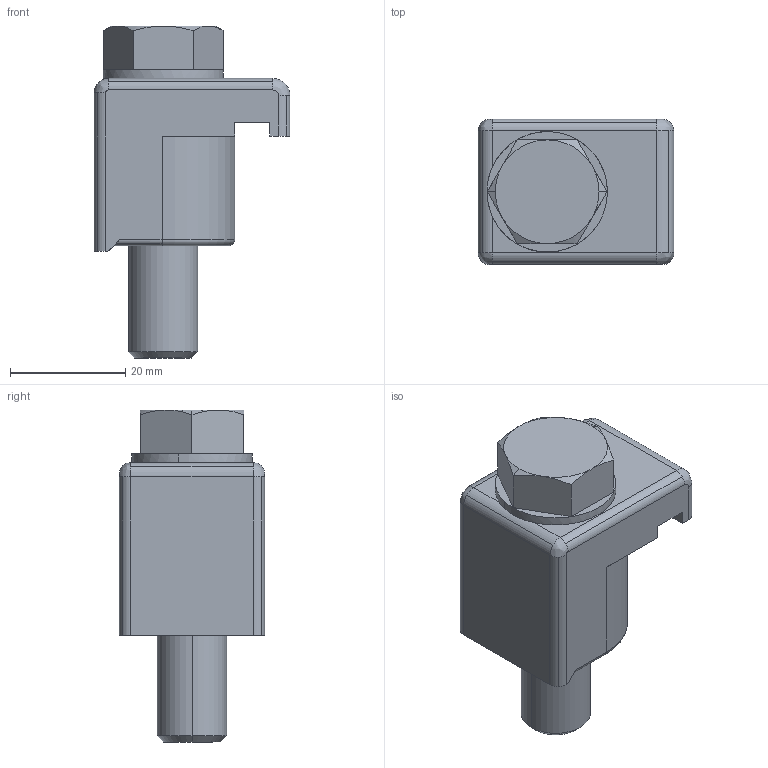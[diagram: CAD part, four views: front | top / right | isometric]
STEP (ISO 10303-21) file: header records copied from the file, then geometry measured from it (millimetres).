
FILE_DESCRIPTION (( 'STEP AP203' ), '1' );
FILE_NAME ('P1012717.stEp', '2022-08-18T20:59:58', ( '' ), ( '' ), 'SwSTEP 2.0', 'SolidWorks 2021', '' );
FILE_SCHEMA (( 'CONFIG_CONTROL_DESIGN' ));
Length unit declared in the file: millimetre
Products named in the file (1): P1012717
Bounding box: 34 x 25.2 x 57.6 mm (x, y, z)
Volume: 23271 mm3; surface area: 5772.1 mm2
Topology: 1 solids, 1 shells, 65 faces, 160 edges, 99 vertices
Faces by surface type: cylinder 25, plane 24, cone 10, bspline 4, torus 2
Entity records: 1998 total; most frequent: CARTESIAN_POINT 393, DIRECTION 335, ORIENTED_EDGE 320, EDGE_CURVE 160, AXIS2_PLACEMENT_3D 129, VERTEX_POINT 99, VECTOR 77, LINE 77
